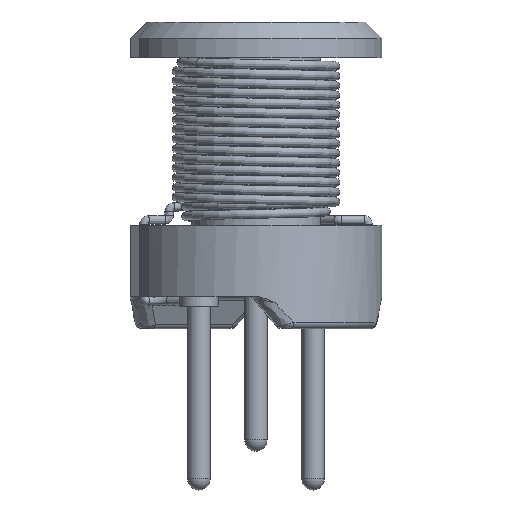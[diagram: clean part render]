
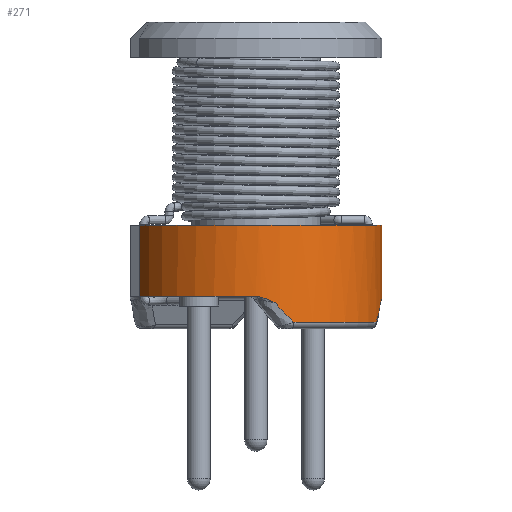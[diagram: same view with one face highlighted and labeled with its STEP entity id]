
A CAD part, left-side view. The second image highlights one B-rep face of the part: STEP entity #271.
In plain terms, the highlighted cylindrical face has radius 3.9 mm (diameter 7.8 mm), a partial arc.
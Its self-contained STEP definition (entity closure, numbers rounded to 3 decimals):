
#271 = ADVANCED_FACE( '', ( #663 ), #664, .T. );
#663 = FACE_OUTER_BOUND( '', #3004, .T. );
#664 = CYLINDRICAL_SURFACE( '', #3005, 3.9 );
#3004 = EDGE_LOOP( '', ( #6542, #6543, #6544, #6545, #6546, #6547, #6548, #6549, #6550 ) );
#3005 = AXIS2_PLACEMENT_3D( '', #6551, #6552, #6553 );
#6542 = ORIENTED_EDGE( '', *, *, #7652, .F. );
#6543 = ORIENTED_EDGE( '', *, *, #7739, .T. );
#6544 = ORIENTED_EDGE( '', *, *, #7740, .T. );
#6545 = ORIENTED_EDGE( '', *, *, #7741, .T. );
#6546 = ORIENTED_EDGE( '', *, *, #7742, .T. );
#6547 = ORIENTED_EDGE( '', *, *, #7743, .T. );
#6548 = ORIENTED_EDGE( '', *, *, #7744, .T. );
#6549 = ORIENTED_EDGE( '', *, *, #7745, .T. );
#6550 = ORIENTED_EDGE( '', *, *, #7746, .F. );
#6551 = CARTESIAN_POINT( '', ( 0., 0., -3.2 ) );
#6552 = DIRECTION( '', ( 0., 0., -1. ) );
#6553 = DIRECTION( '', ( 1., 0., 0. ) );
#7652 = EDGE_CURVE( '', #8209, #8211, #8212, .T. );
#7739 = EDGE_CURVE( '', #8209, #8352, #8353, .T. );
#7740 = EDGE_CURVE( '', #8352, #8354, #8355, .T. );
#7741 = EDGE_CURVE( '', #8354, #8166, #8356, .F. );
#7742 = EDGE_CURVE( '', #8166, #8357, #8358, .T. );
#7743 = EDGE_CURVE( '', #8357, #8359, #8360, .F. );
#7744 = EDGE_CURVE( '', #8359, #8361, #8362, .T. );
#7745 = EDGE_CURVE( '', #8361, #8363, #8364, .T. );
#7746 = EDGE_CURVE( '', #8211, #8363, #8365, .T. );
#8166 = VERTEX_POINT( '', #9132 );
#8209 = VERTEX_POINT( '', #9342 );
#8211 = VERTEX_POINT( '', #9378 );
#8212 = CIRCLE( '', #9379, 3.9 );
#8352 = VERTEX_POINT( '', #9776 );
#8353 = B_SPLINE_CURVE_WITH_KNOTS( '', 3, ( #9777, #9778, #9779, #9780, #9781, #9782, #9783, #9784, #9785, #9786, #9787, #9788, #9789, #9790, #9791, #9792, #9793, #9794, #9795, #9796, #9797, #9798, #9799 ), .UNSPECIFIED., .F., .F., ( 4, 1, 2, 2, 2, 2, 2, 2, 1, 2, 1, 2, 4 ), ( 0., 0., 0., 0., 0., 0., 0., 0., 0., 0.001, 0.001, 0.001, 0.001 ), .UNSPECIFIED. );
#8354 = VERTEX_POINT( '', #9800 );
#8355 = ELLIPSE( '', #9801, 8.375, 3.9 );
#8356 = CIRCLE( '', #9802, 3.9 );
#8357 = VERTEX_POINT( '', #9803 );
#8358 = ELLIPSE( '', #9804, 8.375, 3.9 );
#8359 = VERTEX_POINT( '', #9805 );
#8360 = B_SPLINE_CURVE_WITH_KNOTS( '', 3, ( #9806, #9807, #9808, #9809, #9810, #9811, #9812, #9813, #9814, #9815, #9816, #9817, #9818, #9819, #9820, #9821, #9822, #9823, #9824, #9825, #9826, #9827, #9828, #9829 ), .UNSPECIFIED., .F., .F., ( 4, 2, 2, 2, 2, 1, 2, 1, 2, 1, 1, 2, 2, 4 ), ( 0., 0., 0., 0., 0., 0., 0., 0., 0.001, 0.001, 0.001, 0.001, 0.001, 0.001 ), .UNSPECIFIED. );
#8361 = VERTEX_POINT( '', #9830 );
#8362 = LINE( '', #9831, #9832 );
#8363 = VERTEX_POINT( '', #9833 );
#8364 = CIRCLE( '', #9834, 3.9 );
#8365 = LINE( '', #9835, #9836 );
#9132 = CARTESIAN_POINT( '', ( -1.175, -3.719, -3. ) );
#9342 = CARTESIAN_POINT( '', ( -3.9, 0.012, -2.2 ) );
#9378 = CARTESIAN_POINT( '', ( -1.472, 3.612, -2.2 ) );
#9379 = AXIS2_PLACEMENT_3D( '', #11302, #11303, #11304 );
#9776 = CARTESIAN_POINT( '', ( -3.855, -0.593, -2.4 ) );
#9777 = CARTESIAN_POINT( '', ( -3.9, 0.012, -2.2 ) );
#9778 = CARTESIAN_POINT( '', ( -3.9, -0.001, -2.2 ) );
#9779 = CARTESIAN_POINT( '', ( -3.9, -0.028, -2.201 ) );
#9780 = CARTESIAN_POINT( '', ( -3.9, -0.055, -2.204 ) );
#9781 = CARTESIAN_POINT( '', ( -3.899, -0.095, -2.209 ) );
#9782 = CARTESIAN_POINT( '', ( -3.898, -0.121, -2.215 ) );
#9783 = CARTESIAN_POINT( '', ( -3.897, -0.16, -2.224 ) );
#9784 = CARTESIAN_POINT( '', ( -3.896, -0.173, -2.228 ) );
#9785 = CARTESIAN_POINT( '', ( -3.895, -0.199, -2.235 ) );
#9786 = CARTESIAN_POINT( '', ( -3.894, -0.212, -2.239 ) );
#9787 = CARTESIAN_POINT( '', ( -3.892, -0.25, -2.251 ) );
#9788 = CARTESIAN_POINT( '', ( -3.89, -0.275, -2.26 ) );
#9789 = CARTESIAN_POINT( '', ( -3.886, -0.325, -2.28 ) );
#9790 = CARTESIAN_POINT( '', ( -3.884, -0.35, -2.29 ) );
#9791 = CARTESIAN_POINT( '', ( -3.88, -0.399, -2.311 ) );
#9792 = CARTESIAN_POINT( '', ( -3.874, -0.448, -2.332 ) );
#9793 = CARTESIAN_POINT( '', ( -3.868, -0.496, -2.355 ) );
#9794 = CARTESIAN_POINT( '', ( -3.863, -0.533, -2.372 ) );
#9795 = CARTESIAN_POINT( '', ( -3.861, -0.551, -2.38 ) );
#9796 = CARTESIAN_POINT( '', ( -3.858, -0.569, -2.389 ) );
#9797 = CARTESIAN_POINT( '', ( -3.857, -0.581, -2.394 ) );
#9798 = CARTESIAN_POINT( '', ( -3.856, -0.587, -2.397 ) );
#9799 = CARTESIAN_POINT( '', ( -3.855, -0.593, -2.4 ) );
#9800 = CARTESIAN_POINT( '', ( -3.719, -1.175, -3. ) );
#9801 = AXIS2_PLACEMENT_3D( '', #11355, #11356, #11357 );
#9802 = AXIS2_PLACEMENT_3D( '', #11358, #11359, #11360 );
#9803 = CARTESIAN_POINT( '', ( -0.593, -3.855, -2.4 ) );
#9804 = AXIS2_PLACEMENT_3D( '', #11361, #11362, #11363 );
#9805 = CARTESIAN_POINT( '', ( 0., -3.9, -2.2 ) );
#9806 = CARTESIAN_POINT( '', ( 0., -3.9, -2.2 ) );
#9807 = CARTESIAN_POINT( '', ( -0.027, -3.9, -2.201 ) );
#9808 = CARTESIAN_POINT( '', ( -0.053, -3.9, -2.203 ) );
#9809 = CARTESIAN_POINT( '', ( -0.105, -3.899, -2.211 ) );
#9810 = CARTESIAN_POINT( '', ( -0.13, -3.898, -2.217 ) );
#9811 = CARTESIAN_POINT( '', ( -0.181, -3.896, -2.23 ) );
#9812 = CARTESIAN_POINT( '', ( -0.206, -3.895, -2.237 ) );
#9813 = CARTESIAN_POINT( '', ( -0.244, -3.892, -2.25 ) );
#9814 = CARTESIAN_POINT( '', ( -0.256, -3.892, -2.254 ) );
#9815 = CARTESIAN_POINT( '', ( -0.281, -3.89, -2.263 ) );
#9816 = CARTESIAN_POINT( '', ( -0.318, -3.887, -2.277 ) );
#9817 = CARTESIAN_POINT( '', ( -0.355, -3.884, -2.292 ) );
#9818 = CARTESIAN_POINT( '', ( -0.403, -3.879, -2.312 ) );
#9819 = CARTESIAN_POINT( '', ( -0.451, -3.874, -2.333 ) );
#9820 = CARTESIAN_POINT( '', ( -0.498, -3.868, -2.356 ) );
#9821 = CARTESIAN_POINT( '', ( -0.534, -3.863, -2.372 ) );
#9822 = CARTESIAN_POINT( '', ( -0.551, -3.861, -2.381 ) );
#9823 = CARTESIAN_POINT( '', ( -0.572, -3.858, -2.39 ) );
#9824 = CARTESIAN_POINT( '', ( -0.581, -3.856, -2.394 ) );
#9825 = CARTESIAN_POINT( '', ( -0.585, -3.856, -2.397 ) );
#9826 = CARTESIAN_POINT( '', ( -0.587, -3.856, -2.397 ) );
#9827 = CARTESIAN_POINT( '', ( -0.59, -3.855, -2.399 ) );
#9828 = CARTESIAN_POINT( '', ( -0.591, -3.855, -2.399 ) );
#9829 = CARTESIAN_POINT( '', ( -0.593, -3.855, -2.4 ) );
#9830 = CARTESIAN_POINT( '', ( 0., -3.9, 0. ) );
#9831 = CARTESIAN_POINT( '', ( 0., -3.9, -8.28 ) );
#9832 = VECTOR( '', #11364, 1000. );
#9833 = CARTESIAN_POINT( '', ( -1.472, 3.612, 0. ) );
#9834 = AXIS2_PLACEMENT_3D( '', #11365, #11366, #11367 );
#9835 = CARTESIAN_POINT( '', ( -1.472, 3.612, -8.28 ) );
#9836 = VECTOR( '', #11368, 1000. );
#11302 = CARTESIAN_POINT( '', ( 0., 0., -2.2 ) );
#11303 = DIRECTION( '', ( 0., 0., -1. ) );
#11304 = DIRECTION( '', ( 0.895, -0.446, 0. ) );
#11355 = CARTESIAN_POINT( '', ( 0., 0., 3.577 ) );
#11356 = DIRECTION( '', ( -0.626, -0.626, 0.466 ) );
#11357 = DIRECTION( '', ( 0.329, 0.329, 0.885 ) );
#11358 = CARTESIAN_POINT( '', ( 0., 0., -3. ) );
#11359 = DIRECTION( '', ( 0., 0., -1. ) );
#11360 = DIRECTION( '', ( -1., 0., 0. ) );
#11361 = CARTESIAN_POINT( '', ( 0., 0., 3.577 ) );
#11362 = DIRECTION( '', ( -0.626, -0.626, 0.466 ) );
#11363 = DIRECTION( '', ( 0.329, 0.329, 0.885 ) );
#11364 = DIRECTION( '', ( 0., 0., 1. ) );
#11365 = CARTESIAN_POINT( '', ( 0., 0., 0. ) );
#11366 = DIRECTION( '', ( 0., 0., -1. ) );
#11367 = DIRECTION( '', ( 1., 0., 0. ) );
#11368 = DIRECTION( '', ( 0., 0., 1. ) );
